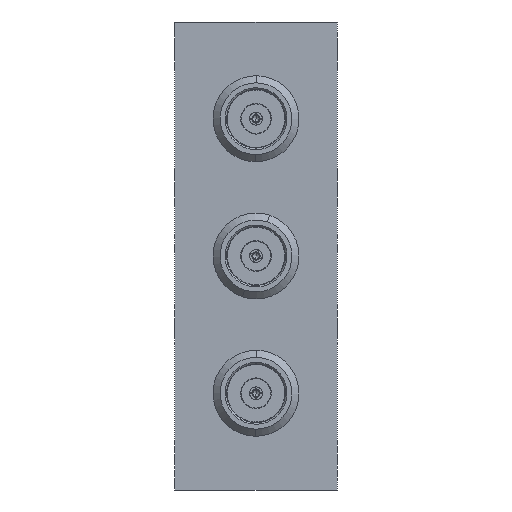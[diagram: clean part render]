
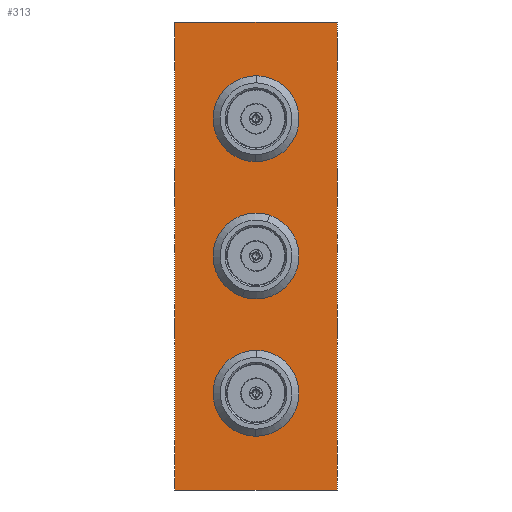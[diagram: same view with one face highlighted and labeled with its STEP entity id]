
A CAD part, front view. The second image highlights one B-rep face of the part: STEP entity #313.
In plain terms, the highlighted planar face has unit normal (0, -1, 0).
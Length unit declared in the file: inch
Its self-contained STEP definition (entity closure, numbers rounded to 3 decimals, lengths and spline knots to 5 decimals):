
#290 = AXIS2_PLACEMENT_3D ( 'NONE', #12039, #20159, #8160 ) ;
#313 = ADVANCED_FACE ( 'NONE', ( #3378, #10844, #21202, #12759 ), #11439, .F. ) ;
#496 = DIRECTION ( 'NONE',  ( 0., 0., -1. ) ) ;
#1339 = DIRECTION ( 'NONE',  ( 0., 0., -1. ) ) ;
#3027 = CARTESIAN_POINT ( 'NONE',  ( 0., -0.265, 0.3285 ) ) ;
#3028 = VERTEX_POINT ( 'NONE', #3027 ) ;
#3121 = EDGE_CURVE ( 'NONE', #18297, #22299, #13459, .T. ) ;
#3139 = CARTESIAN_POINT ( 'NONE',  ( 0., -0.265, 0.75 ) ) ;
#3378 = FACE_OUTER_BOUND ( 'NONE', #4669, .T. ) ;
#3499 = ORIENTED_EDGE ( 'NONE', *, *, #3121, .F. ) ;
#3507 = VERTEX_POINT ( 'NONE', #4164 ) ;
#4164 = CARTESIAN_POINT ( 'NONE',  ( 0.26, -0.265, 0.75 ) ) ;
#4290 = ORIENTED_EDGE ( 'NONE', *, *, #13873, .F. ) ;
#4313 = CARTESIAN_POINT ( 'NONE',  ( 0., -0.265, 0.5515 ) ) ;
#4669 = EDGE_LOOP ( 'NONE', ( #9204, #21968, #11502, #4290 ) ) ;
#4838 = CIRCLE ( 'NONE', #290, 0.1115 ) ;
#5019 = DIRECTION ( 'NONE',  ( 0., -1., 0. ) ) ;
#5236 = EDGE_CURVE ( 'NONE', #7074, #10004, #8333, .T. ) ;
#5401 = VERTEX_POINT ( 'NONE', #10482 ) ;
#6050 = VERTEX_POINT ( 'NONE', #4313 ) ;
#6134 = CARTESIAN_POINT ( 'NONE',  ( 0., -0.265, -0.5515 ) ) ;
#6275 = ORIENTED_EDGE ( 'NONE', *, *, #25467, .F. ) ;
#6596 = ORIENTED_EDGE ( 'NONE', *, *, #19181, .F. ) ;
#6697 = DIRECTION ( 'NONE',  ( 0., -1., 0. ) ) ;
#6805 = DIRECTION ( 'NONE',  ( 0., 0., 1. ) ) ;
#6889 = EDGE_LOOP ( 'NONE', ( #6596, #6275 ) ) ;
#7074 = VERTEX_POINT ( 'NONE', #22522 ) ;
#7736 = DIRECTION ( 'NONE',  ( -1., 0., 0. ) ) ;
#8160 = DIRECTION ( 'NONE',  ( 0., 0., -1. ) ) ;
#8169 = EDGE_LOOP ( 'NONE', ( #3499, #24121 ) ) ;
#8333 = LINE ( 'NONE', #12560, #14396 ) ;
#8655 = DIRECTION ( 'NONE',  ( 0., 1., 0. ) ) ;
#9204 = ORIENTED_EDGE ( 'NONE', *, *, #24951, .F. ) ;
#10004 = VERTEX_POINT ( 'NONE', #11902 ) ;
#10482 = CARTESIAN_POINT ( 'NONE',  ( 0.26, -0.265, -0.75 ) ) ;
#10844 = FACE_BOUND ( 'NONE', #6889, .T. ) ;
#10943 = DIRECTION ( 'NONE',  ( 1., 0., 0. ) ) ;
#11336 = CARTESIAN_POINT ( 'NONE',  ( 0., -0.265, -0.44 ) ) ;
#11439 = PLANE ( 'NONE',  #13085 ) ;
#11502 = ORIENTED_EDGE ( 'NONE', *, *, #12655, .F. ) ;
#11780 = VECTOR ( 'NONE', #10943, 39.37008 ) ;
#11902 = CARTESIAN_POINT ( 'NONE',  ( -0.26, -0.265, 0.75 ) ) ;
#12039 = CARTESIAN_POINT ( 'NONE',  ( 0., -0.265, 0. ) ) ;
#12560 = CARTESIAN_POINT ( 'NONE',  ( -0.26, -0.265, 0. ) ) ;
#12655 = EDGE_CURVE ( 'NONE', #5401, #7074, #13923, .T. ) ;
#12759 = FACE_BOUND ( 'NONE', #8169, .T. ) ;
#12775 = ORIENTED_EDGE ( 'NONE', *, *, #14293, .F. ) ;
#12782 = CARTESIAN_POINT ( 'NONE',  ( 0.26, -0.265, 0. ) ) ;
#13085 = AXIS2_PLACEMENT_3D ( 'NONE', #16771, #8655, #6805 ) ;
#13459 = CIRCLE ( 'NONE', #22072, 0.1115 ) ;
#13488 = DIRECTION ( 'NONE',  ( 0., 0., -1. ) ) ;
#13856 = CARTESIAN_POINT ( 'NONE',  ( 0., -0.265, 0. ) ) ;
#13873 = EDGE_CURVE ( 'NONE', #3507, #5401, #16796, .T. ) ;
#13923 = LINE ( 'NONE', #15878, #14499 ) ;
#14293 = EDGE_CURVE ( 'NONE', #22687, #22146, #25038, .T. ) ;
#14396 = VECTOR ( 'NONE', #16220, 39.37008 ) ;
#14499 = VECTOR ( 'NONE', #7736, 39.37008 ) ;
#14555 = CARTESIAN_POINT ( 'NONE',  ( 0., -0.265, 0.1115 ) ) ;
#14590 = DIRECTION ( 'NONE',  ( 0., 0., -1. ) ) ;
#15199 = AXIS2_PLACEMENT_3D ( 'NONE', #24293, #6697, #20274 ) ;
#15303 = CARTESIAN_POINT ( 'NONE',  ( 0., -0.265, 0.44 ) ) ;
#15591 = DIRECTION ( 'NONE',  ( 0., -1., 0. ) ) ;
#15609 = CIRCLE ( 'NONE', #25549, 0.1115 ) ;
#15824 = VECTOR ( 'NONE', #496, 39.37008 ) ;
#15878 = CARTESIAN_POINT ( 'NONE',  ( 0., -0.265, -0.75 ) ) ;
#16220 = DIRECTION ( 'NONE',  ( 0., 0., 1. ) ) ;
#16268 = LINE ( 'NONE', #3139, #11780 ) ;
#16771 = CARTESIAN_POINT ( 'NONE',  ( 0., -0.265, 0. ) ) ;
#16796 = LINE ( 'NONE', #12782, #15824 ) ;
#18038 = ORIENTED_EDGE ( 'NONE', *, *, #20593, .F. ) ;
#18297 = VERTEX_POINT ( 'NONE', #6134 ) ;
#18389 = AXIS2_PLACEMENT_3D ( 'NONE', #18480, #5019, #14590 ) ;
#18480 = CARTESIAN_POINT ( 'NONE',  ( 0., -0.265, 0.44 ) ) ;
#18886 = DIRECTION ( 'NONE',  ( 0., 0., -1. ) ) ;
#19181 = EDGE_CURVE ( 'NONE', #3028, #6050, #15609, .T. ) ;
#19319 = DIRECTION ( 'NONE',  ( 0., -1., 0. ) ) ;
#20159 = DIRECTION ( 'NONE',  ( 0., -1., 0. ) ) ;
#20274 = DIRECTION ( 'NONE',  ( 0., 0., -1. ) ) ;
#20593 = EDGE_CURVE ( 'NONE', #22146, #22687, #4838, .T. ) ;
#20840 = CARTESIAN_POINT ( 'NONE',  ( 0., -0.265, -0.1115 ) ) ;
#21148 = EDGE_CURVE ( 'NONE', #22299, #18297, #22209, .T. ) ;
#21202 = FACE_BOUND ( 'NONE', #21845, .T. ) ;
#21727 = DIRECTION ( 'NONE',  ( 0., -1., 0. ) ) ;
#21845 = EDGE_LOOP ( 'NONE', ( #18038, #12775 ) ) ;
#21968 = ORIENTED_EDGE ( 'NONE', *, *, #5236, .F. ) ;
#22072 = AXIS2_PLACEMENT_3D ( 'NONE', #11336, #15591, #1339 ) ;
#22146 = VERTEX_POINT ( 'NONE', #20840 ) ;
#22209 = CIRCLE ( 'NONE', #15199, 0.1115 ) ;
#22299 = VERTEX_POINT ( 'NONE', #23775 ) ;
#22522 = CARTESIAN_POINT ( 'NONE',  ( -0.26, -0.265, -0.75 ) ) ;
#22687 = VERTEX_POINT ( 'NONE', #14555 ) ;
#23323 = CIRCLE ( 'NONE', #18389, 0.1115 ) ;
#23362 = AXIS2_PLACEMENT_3D ( 'NONE', #13856, #21727, #18886 ) ;
#23775 = CARTESIAN_POINT ( 'NONE',  ( 0., -0.265, -0.3285 ) ) ;
#24121 = ORIENTED_EDGE ( 'NONE', *, *, #21148, .F. ) ;
#24293 = CARTESIAN_POINT ( 'NONE',  ( 0., -0.265, -0.44 ) ) ;
#24951 = EDGE_CURVE ( 'NONE', #10004, #3507, #16268, .T. ) ;
#25038 = CIRCLE ( 'NONE', #23362, 0.1115 ) ;
#25467 = EDGE_CURVE ( 'NONE', #6050, #3028, #23323, .T. ) ;
#25549 = AXIS2_PLACEMENT_3D ( 'NONE', #15303, #19319, #13488 ) ;
